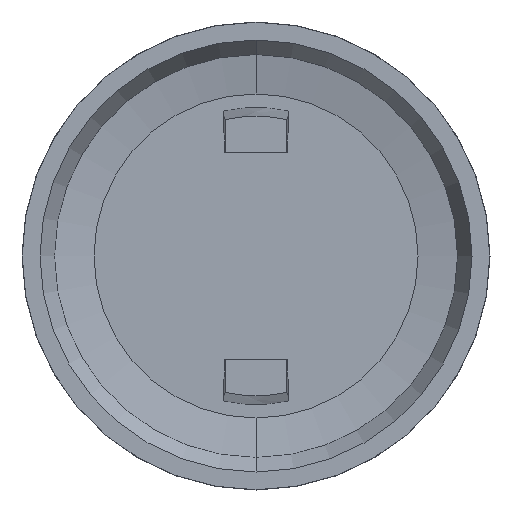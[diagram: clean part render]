
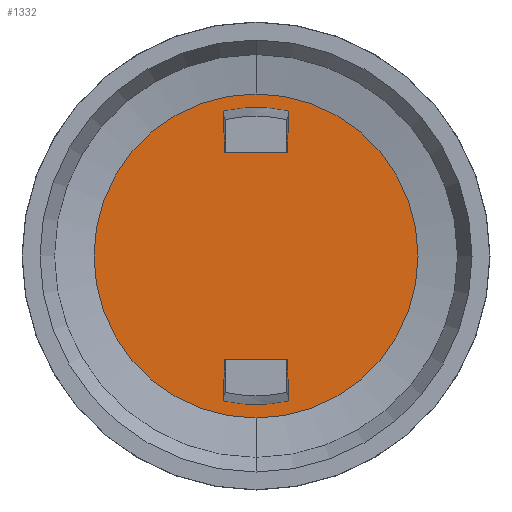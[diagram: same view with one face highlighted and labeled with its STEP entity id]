
A CAD part, front view. The second image highlights one B-rep face of the part: STEP entity #1332.
In plain terms, the highlighted planar face has unit normal (0, -1, 0).
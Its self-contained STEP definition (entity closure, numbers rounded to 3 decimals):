
#474=CARTESIAN_POINT('',(0.,39.,18.));
#475=DIRECTION('',(0.,1.,0.));
#476=DIRECTION('',(0.,0.,-1.));
#477=AXIS2_PLACEMENT_3D('',#474,#475,#476);
#482=CARTESIAN_POINT('',(0.,39.,18.));
#483=DIRECTION('',(0.,-1.,0.));
#484=DIRECTION('',(0.,0.,-1.));
#485=AXIS2_PLACEMENT_3D('',#482,#483,#484);
#490=DIRECTION('',(0.,0.,-1.));
#491=VECTOR('',#490,1.201);
#492=CARTESIAN_POINT('',(-1.8,39.,26.051));
#493=LINE('',#492,#491);
#497=DIRECTION('',(1.,0.,0.));
#498=VECTOR('',#497,3.6);
#499=CARTESIAN_POINT('',(-1.8,39.,24.85));
#500=LINE('',#499,#498);
#504=DIRECTION('',(0.,0.,-1.));
#505=VECTOR('',#504,1.201);
#506=CARTESIAN_POINT('',(1.8,39.,26.051));
#507=LINE('',#506,#505);
#511=DIRECTION('',(0.,0.,-1.));
#512=VECTOR('',#511,1.201);
#513=CARTESIAN_POINT('',(-1.8,39.,11.15));
#514=LINE('',#513,#512);
#518=DIRECTION('',(0.,0.,-1.));
#519=VECTOR('',#518,1.201);
#520=CARTESIAN_POINT('',(1.8,39.,11.15));
#521=LINE('',#520,#519);
#525=DIRECTION('',(1.,0.,0.));
#526=VECTOR('',#525,3.6);
#527=CARTESIAN_POINT('',(-1.8,39.,11.15));
#528=LINE('',#527,#526);
#532=CARTESIAN_POINT('',(0.,39.,18.));
#533=DIRECTION('',(0.,1.,0.));
#534=DIRECTION('',(0.218,0.,-0.976));
#535=AXIS2_PLACEMENT_3D('',#532,#533,#534);
#556=CARTESIAN_POINT('',(0.,39.,18.));
#557=DIRECTION('',(0.,1.,0.));
#558=DIRECTION('',(-0.218,0.,0.976));
#559=AXIS2_PLACEMENT_3D('',#556,#557,#558);
#564=CARTESIAN_POINT('',(-1.8,39.,26.051));
#607=CARTESIAN_POINT('',(-1.8,39.,9.949));
#640=CARTESIAN_POINT('',(1.8,39.,9.949));
#683=CARTESIAN_POINT('',(1.8,39.,26.051));
#758=CARTESIAN_POINT('',(0.,39.,9.));
#760=VERTEX_POINT('',#758);
#764=CARTESIAN_POINT('',(0.,39.,27.));
#766=VERTEX_POINT('',#764);
#802=CARTESIAN_POINT('',(-1.8,39.,24.85));
#803=VERTEX_POINT('',#802);
#804=CARTESIAN_POINT('',(-1.8,39.,11.15));
#805=VERTEX_POINT('',#804);
#806=CARTESIAN_POINT('',(1.8,39.,24.85));
#807=VERTEX_POINT('',#806);
#808=CARTESIAN_POINT('',(1.8,39.,11.15));
#809=VERTEX_POINT('',#808);
#810=VERTEX_POINT('',#564);
#813=VERTEX_POINT('',#607);
#814=VERTEX_POINT('',#640);
#817=VERTEX_POINT('',#683);
#1303=CARTESIAN_POINT('',(0.,39.,18.));
#1304=DIRECTION('',(0.,-1.,0.));
#1305=DIRECTION('',(0.,0.,1.));
#1306=AXIS2_PLACEMENT_3D('',#1303,#1304,#1305);
#1307=PLANE('',#1306);
#1308=ORIENTED_EDGE('',*,*,#1285,.T.);
#1309=ORIENTED_EDGE('',*,*,#1296,.F.);
#1310=EDGE_LOOP('',(#1308,#1309));
#1311=FACE_OUTER_BOUND('',#1310,.F.);
#1313=ORIENTED_EDGE('',*,*,#1312,.F.);
#1315=ORIENTED_EDGE('',*,*,#1314,.T.);
#1317=ORIENTED_EDGE('',*,*,#1316,.T.);
#1319=ORIENTED_EDGE('',*,*,#1318,.F.);
#1320=EDGE_LOOP('',(#1313,#1315,#1317,#1319));
#1321=FACE_BOUND('',#1320,.F.);
#1323=ORIENTED_EDGE('',*,*,#1322,.T.);
#1325=ORIENTED_EDGE('',*,*,#1324,.F.);
#1327=ORIENTED_EDGE('',*,*,#1326,.F.);
#1329=ORIENTED_EDGE('',*,*,#1328,.F.);
#1330=EDGE_LOOP('',(#1323,#1325,#1327,#1329));
#1331=FACE_BOUND('',#1330,.F.);
#1332=ADVANCED_FACE('',(#1311,#1321,#1331),#1307,.T.);
#478=CIRCLE('',#477,9.);
#486=CIRCLE('',#485,9.);
#536=CIRCLE('',#535,8.25);
#560=CIRCLE('',#559,8.25);
#1285=EDGE_CURVE('',#760,#766,#478,.T.);
#1296=EDGE_CURVE('',#760,#766,#486,.T.);
#1312=EDGE_CURVE('',#810,#817,#560,.T.);
#1314=EDGE_CURVE('',#810,#803,#493,.T.);
#1316=EDGE_CURVE('',#803,#807,#500,.T.);
#1318=EDGE_CURVE('',#817,#807,#507,.T.);
#1322=EDGE_CURVE('',#805,#813,#514,.T.);
#1324=EDGE_CURVE('',#814,#813,#536,.T.);
#1326=EDGE_CURVE('',#809,#814,#521,.T.);
#1328=EDGE_CURVE('',#805,#809,#528,.T.);
